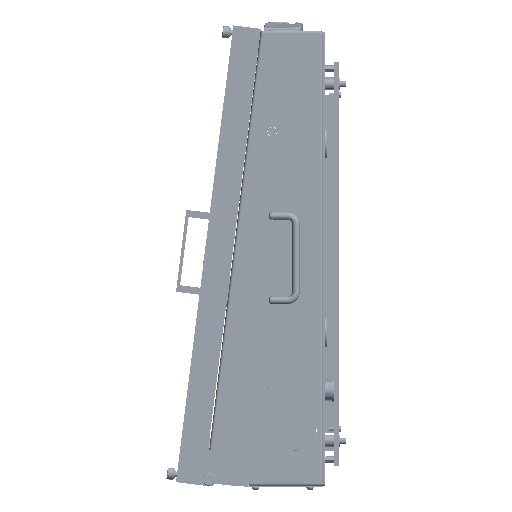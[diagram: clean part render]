
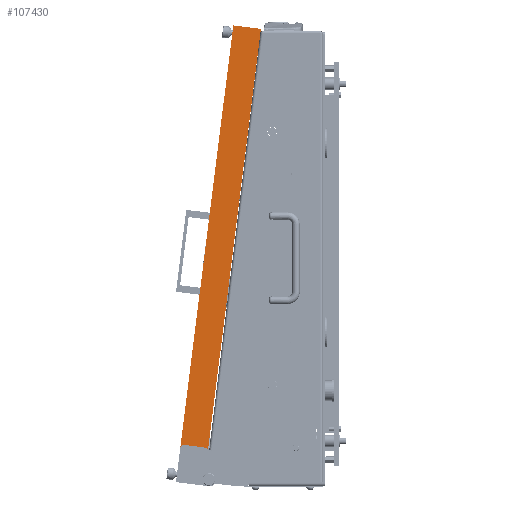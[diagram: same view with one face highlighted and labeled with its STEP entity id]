
A CAD part, left-side view. The second image highlights one B-rep face of the part: STEP entity #107430.
In plain terms, the highlighted planar face has unit normal (-1, 0, 0).
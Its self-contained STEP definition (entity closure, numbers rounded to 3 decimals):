
#7058 = VERTEX_POINT ( 'NONE', #48166 ) ;
#8056 = CARTESIAN_POINT ( 'NONE',  ( -327.5, 33., -233. ) ) ;
#15087 = ORIENTED_EDGE ( 'NONE', *, *, #239467, .T. ) ;
#19600 = CARTESIAN_POINT ( 'NONE',  ( -327.5, 33., -273. ) ) ;
#22221 = EDGE_CURVE ( 'NONE', #153033, #147258, #33994, .T. ) ;
#22823 = DIRECTION ( 'NONE',  ( 0., 0., -1. ) ) ;
#27121 = LINE ( 'NONE', #144574, #166673 ) ;
#33994 = CIRCLE ( 'NONE', #42023, 20. ) ;
#34655 = ORIENTED_EDGE ( 'NONE', *, *, #56246, .F. ) ;
#41578 = CARTESIAN_POINT ( 'NONE',  ( -327.5, 0., -229.265 ) ) ;
#42023 = AXIS2_PLACEMENT_3D ( 'NONE', #103124, #219504, #22823 ) ;
#43425 = CARTESIAN_POINT ( 'NONE',  ( -327.5, 33., -228. ) ) ;
#46620 = ORIENTED_EDGE ( 'NONE', *, *, #238944, .F. ) ;
#46642 = DIRECTION ( 'NONE',  ( 0., -1., 0. ) ) ;
#48166 = CARTESIAN_POINT ( 'NONE',  ( -327.5, 33., 273. ) ) ;
#56246 = EDGE_CURVE ( 'NONE', #7058, #76245, #217872, .T. ) ;
#76245 = VERTEX_POINT ( 'NONE', #117542 ) ;
#78327 = DIRECTION ( 'NONE',  ( 0., 0., 1. ) ) ;
#93040 = CARTESIAN_POINT ( 'NONE',  ( -327.5, 33., -273. ) ) ;
#94301 = FACE_OUTER_BOUND ( 'NONE', #118454, .T. ) ;
#101135 = CARTESIAN_POINT ( 'NONE',  ( -327.5, 28., -233. ) ) ;
#103124 = CARTESIAN_POINT ( 'NONE',  ( -327.5, 7., -248. ) ) ;
#104937 = DIRECTION ( 'NONE',  ( 0., 0., 1. ) ) ;
#107430 = ADVANCED_FACE ( 'NONE', ( #94301 ), #247677, .F. ) ;
#117542 = CARTESIAN_POINT ( 'NONE',  ( -327.5, 0., 273. ) ) ;
#118454 = EDGE_LOOP ( 'NONE', ( #46620, #122960, #215940, #34655, #205239, #15087 ) ) ;
#122960 = ORIENTED_EDGE ( 'NONE', *, *, #22221, .F. ) ;
#128311 = VECTOR ( 'NONE', #78327, 1000. ) ;
#130501 = CIRCLE ( 'NONE', #191665, 5. ) ;
#140149 = VERTEX_POINT ( 'NONE', #8056 ) ;
#140406 = LINE ( 'NONE', #43425, #203768 ) ;
#144574 = CARTESIAN_POINT ( 'NONE',  ( -327.5, 0., -273. ) ) ;
#147258 = VERTEX_POINT ( 'NONE', #192434 ) ;
#151813 = DIRECTION ( 'NONE',  ( 0., 0., -1. ) ) ;
#153033 = VERTEX_POINT ( 'NONE', #41578 ) ;
#157412 = CARTESIAN_POINT ( 'NONE',  ( -327.5, 28., -228. ) ) ;
#161528 = CARTESIAN_POINT ( 'NONE',  ( -327.5, 33., 273. ) ) ;
#162072 = VERTEX_POINT ( 'NONE', #157412 ) ;
#166673 = VECTOR ( 'NONE', #104937, 1000. ) ;
#175338 = DIRECTION ( 'NONE',  ( 0., 0., -1. ) ) ;
#181980 = EDGE_CURVE ( 'NONE', #140149, #7058, #195870, .T. ) ;
#190106 = DIRECTION ( 'NONE',  ( 0., 1., 0. ) ) ;
#191665 = AXIS2_PLACEMENT_3D ( 'NONE', #101135, #215020, #175338 ) ;
#192434 = CARTESIAN_POINT ( 'NONE',  ( -327.5, 7., -228. ) ) ;
#195870 = LINE ( 'NONE', #19600, #128311 ) ;
#203768 = VECTOR ( 'NONE', #190106, 1000. ) ;
#205239 = ORIENTED_EDGE ( 'NONE', *, *, #181980, .F. ) ;
#215020 = DIRECTION ( 'NONE',  ( 1., 0., 0. ) ) ;
#215940 = ORIENTED_EDGE ( 'NONE', *, *, #217444, .T. ) ;
#217444 = EDGE_CURVE ( 'NONE', #153033, #76245, #27121, .T. ) ;
#217872 = LINE ( 'NONE', #161528, #242851 ) ;
#219504 = DIRECTION ( 'NONE',  ( -1., 0., 0. ) ) ;
#231375 = AXIS2_PLACEMENT_3D ( 'NONE', #93040, #251465, #151813 ) ;
#238944 = EDGE_CURVE ( 'NONE', #147258, #162072, #140406, .T. ) ;
#239467 = EDGE_CURVE ( 'NONE', #140149, #162072, #130501, .T. ) ;
#242851 = VECTOR ( 'NONE', #46642, 1000. ) ;
#247677 = PLANE ( 'NONE',  #231375 ) ;
#251465 = DIRECTION ( 'NONE',  ( 1., 0., 0. ) ) ;
